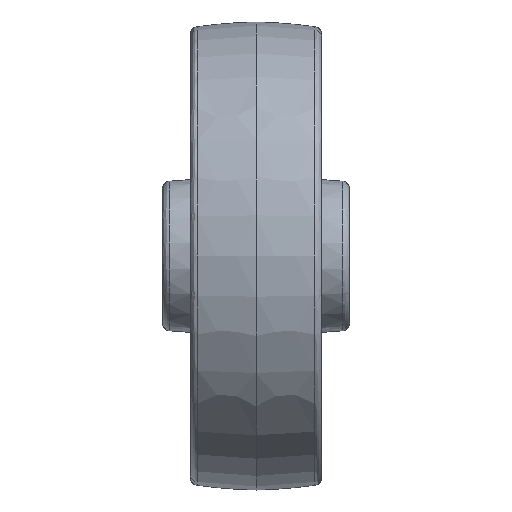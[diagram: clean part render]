
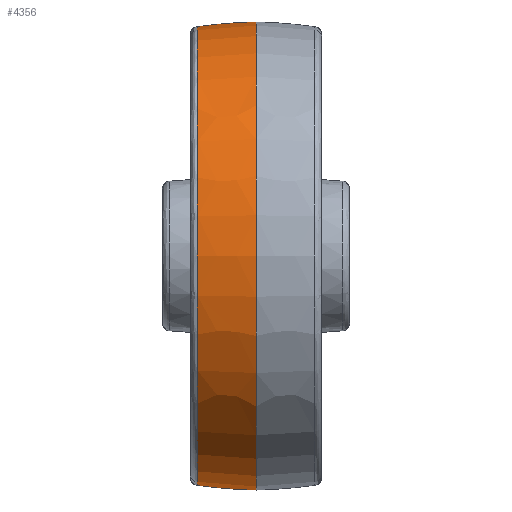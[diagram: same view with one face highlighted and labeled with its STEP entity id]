
A CAD part, front view. The second image highlights one B-rep face of the part: STEP entity #4356.
In plain terms, the highlighted free-form (B-spline) face has degree [3, 3] with [4, 4] control points.
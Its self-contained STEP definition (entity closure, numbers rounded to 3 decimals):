
#58 = DIRECTION ( 'NONE',  ( 0., 0., -1. ) ) ;
#94 = CARTESIAN_POINT ( 'NONE',  ( -5.233, 0., 62.409 ) ) ;
#360 = DIRECTION ( 'NONE',  ( 0., 0., 1. ) ) ;
#427 = CARTESIAN_POINT ( 'NONE',  ( 0., 0., 62.5 ) ) ;
#454 = CARTESIAN_POINT ( 'NONE',  ( -15.632, 0., -61.246 ) ) ;
#474 = CARTESIAN_POINT ( 'NONE',  ( 0., -125., -62.5 ) ) ;
#535 = CARTESIAN_POINT ( 'NONE',  ( -15.632, 0., 0. ) ) ;
#713 = AXIS2_PLACEMENT_3D ( 'NONE', #3100, #896, #3470 ) ;
#830 = CARTESIAN_POINT ( 'NONE',  ( -15.632, -122.491, 61.246 ) ) ;
#853 = CARTESIAN_POINT ( 'NONE',  ( 0., 0., 62.5 ) ) ;
#874 = AXIS2_PLACEMENT_3D ( 'NONE', #4494, #2290, #58 ) ;
#896 = DIRECTION ( 'NONE',  ( 0., -1., 0. ) ) ;
#915 = DIRECTION ( 'NONE',  ( 0., 0., 1. ) ) ;
#924 = CARTESIAN_POINT ( 'NONE',  ( 0., 0., -62.5 ) ) ;
#1120 = VERTEX_POINT ( 'NONE', #427 ) ;
#1201 = CARTESIAN_POINT ( 'NONE',  ( -10.451, 0., -61.991 ) ) ;
#1218 = VERTEX_POINT ( 'NONE', #4266 ) ;
#1261 = ORIENTED_EDGE ( 'NONE', *, *, #3696, .T. ) ;
#1394 = CIRCLE ( 'NONE', #874, 125. ) ;
#1397 = EDGE_CURVE ( 'NONE', #2355, #1120, #2317, .T. ) ;
#1441 = FACE_OUTER_BOUND ( 'NONE', #3314, .T. ) ;
#1511 = AXIS2_PLACEMENT_3D ( 'NONE', #4802, #2580, #360 ) ;
#1569 = CARTESIAN_POINT ( 'NONE',  ( -10.451, -123.982, 61.991 ) ) ;
#1704 = AXIS2_PLACEMENT_3D ( 'NONE', #535, #3117, #915 ) ;
#1718 = VERTEX_POINT ( 'NONE', #4479 ) ;
#1823 = ORIENTED_EDGE ( 'NONE', *, *, #3354, .T. ) ;
#1843 = CIRCLE ( 'NONE', #1704, 61.246 ) ;
#1947 = CARTESIAN_POINT ( 'NONE',  ( -5.233, 0., -62.409 ) ) ;
#2290 = DIRECTION ( 'NONE',  ( 0., -1., 0. ) ) ;
#2308 = CARTESIAN_POINT ( 'NONE',  ( -15.632, -122.491, -61.246 ) ) ;
#2317 = CIRCLE ( 'NONE', #1511, 62.5 ) ;
#2328 = CARTESIAN_POINT ( 'NONE',  ( -5.233, -124.819, 62.409 ) ) ;
#2355 = VERTEX_POINT ( 'NONE', #924 ) ;
#2580 = DIRECTION ( 'NONE',  ( -1., 0., 0. ) ) ;
#2656 = ORIENTED_EDGE ( 'NONE', *, *, #3410, .T. ) ;
#2688 = CARTESIAN_POINT ( 'NONE',  ( 0., 0., -62.5 ) ) ;
#3055 = CARTESIAN_POINT ( 'NONE',  ( 0., -125., 62.5 ) ) ;
#3100 = CARTESIAN_POINT ( 'NONE',  ( 2.163, 0., -62.481 ) ) ;
#3117 = DIRECTION ( 'NONE',  ( 1., 0., 0. ) ) ;
#3314 = EDGE_LOOP ( 'NONE', ( #1823, #2656, #1261, #3497 ) ) ;
#3354 = EDGE_CURVE ( 'NONE', #1120, #1718, #3924, .T. ) ;
#3407 = CARTESIAN_POINT ( 'NONE',  ( -15.632, 0., 61.246 ) ) ;
#3410 = EDGE_CURVE ( 'NONE', #1718, #1218, #1843, .T. ) ;
#3470 = DIRECTION ( 'NONE',  ( 0., 0., 1. ) ) ;
#3497 = ORIENTED_EDGE ( 'NONE', *, *, #1397, .T. ) ;
#3696 = EDGE_CURVE ( 'NONE', #1218, #2355, #1394, .T. ) ;
#3779 = CARTESIAN_POINT ( 'NONE',  ( -10.451, -123.982, -61.991 ) ) ;
#3924 = CIRCLE ( 'NONE', #713, 125. ) ;
#3941 =( BOUNDED_SURFACE ( )  B_SPLINE_SURFACE ( 3, 3, ( 
 ( #454, #2308, #830, #3407 ),
 ( #1201, #3779, #1569, #4152 ),
 ( #1947, #4533, #2328, #94 ),
 ( #2688, #474, #3055, #853 ) ),
 .UNSPECIFIED., .F., .F., .F. ) 
 B_SPLINE_SURFACE_WITH_KNOTS ( ( 4, 4 ),
 ( 4, 4 ),
 ( 0., 1. ),
 ( 0., 1. ),
 .UNSPECIFIED. ) 
 GEOMETRIC_REPRESENTATION_ITEM ( )  RATIONAL_B_SPLINE_SURFACE ( (
 ( 1., 0.333, 0.333, 1.),
 ( 0.999, 0.333, 0.333, 0.999),
 ( 0.999, 0.333, 0.333, 0.999),
 ( 1., 0.333, 0.333, 1.) ) ) 
 REPRESENTATION_ITEM ( '' )  SURFACE ( )  );
#4152 = CARTESIAN_POINT ( 'NONE',  ( -10.451, 0., 61.991 ) ) ;
#4266 = CARTESIAN_POINT ( 'NONE',  ( -15.632, 0., -61.246 ) ) ;
#4356 = ADVANCED_FACE ( 'NONE', ( #1441 ), #3941, .T. ) ;
#4479 = CARTESIAN_POINT ( 'NONE',  ( -15.632, 0., 61.246 ) ) ;
#4494 = CARTESIAN_POINT ( 'NONE',  ( 2.163, 0., 62.481 ) ) ;
#4533 = CARTESIAN_POINT ( 'NONE',  ( -5.233, -124.819, -62.409 ) ) ;
#4802 = CARTESIAN_POINT ( 'NONE',  ( 0., 0., 0. ) ) ;
